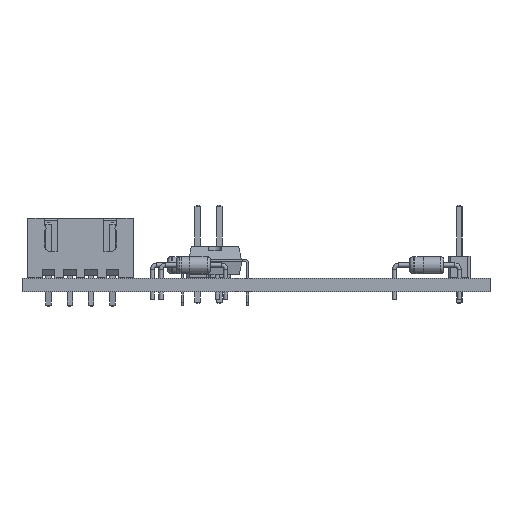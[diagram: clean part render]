
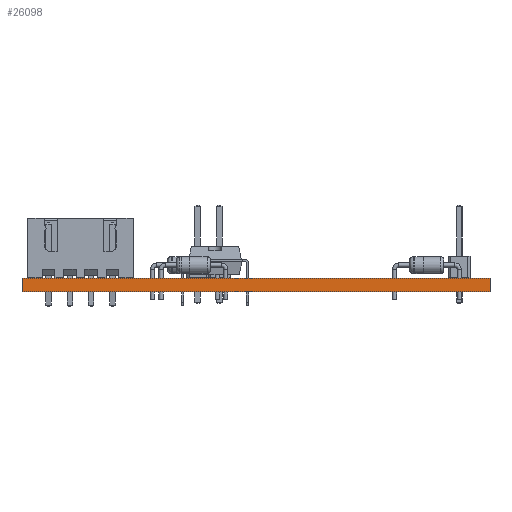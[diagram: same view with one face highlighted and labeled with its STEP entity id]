
A CAD part, front view. The second image highlights one B-rep face of the part: STEP entity #26098.
In plain terms, the highlighted planar face has unit normal (0, -1, 0).
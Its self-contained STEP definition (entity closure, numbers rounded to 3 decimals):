
#26098 = ADVANCED_FACE('',(#26099),#26133,.T.);
#26099 = FACE_BOUND('',#26100,.T.);
#26100 = EDGE_LOOP('',(#26101,#26111,#26119,#26127));
#26101 = ORIENTED_EDGE('',*,*,#26102,.T.);
#26102 = EDGE_CURVE('',#26103,#26105,#26107,.T.);
#26103 = VERTEX_POINT('',#26104);
#26104 = CARTESIAN_POINT('',(55.,-95.,0.));
#26105 = VERTEX_POINT('',#26106);
#26106 = CARTESIAN_POINT('',(55.,-95.,1.6));
#26107 = LINE('',#26108,#26109);
#26108 = CARTESIAN_POINT('',(55.,-95.,0.));
#26109 = VECTOR('',#26110,1.);
#26110 = DIRECTION('',(0.,0.,1.));
#26111 = ORIENTED_EDGE('',*,*,#26112,.T.);
#26112 = EDGE_CURVE('',#26105,#26113,#26115,.T.);
#26113 = VERTEX_POINT('',#26114);
#26114 = CARTESIAN_POINT('',(0.,-95.,1.6));
#26115 = LINE('',#26116,#26117);
#26116 = CARTESIAN_POINT('',(55.,-95.,1.6));
#26117 = VECTOR('',#26118,1.);
#26118 = DIRECTION('',(-1.,0.,0.));
#26119 = ORIENTED_EDGE('',*,*,#26120,.F.);
#26120 = EDGE_CURVE('',#26121,#26113,#26123,.T.);
#26121 = VERTEX_POINT('',#26122);
#26122 = CARTESIAN_POINT('',(0.,-95.,0.));
#26123 = LINE('',#26124,#26125);
#26124 = CARTESIAN_POINT('',(0.,-95.,0.));
#26125 = VECTOR('',#26126,1.);
#26126 = DIRECTION('',(0.,0.,1.));
#26127 = ORIENTED_EDGE('',*,*,#26128,.F.);
#26128 = EDGE_CURVE('',#26103,#26121,#26129,.T.);
#26129 = LINE('',#26130,#26131);
#26130 = CARTESIAN_POINT('',(55.,-95.,0.));
#26131 = VECTOR('',#26132,1.);
#26132 = DIRECTION('',(-1.,0.,0.));
#26133 = PLANE('',#26134);
#26134 = AXIS2_PLACEMENT_3D('',#26135,#26136,#26137);
#26135 = CARTESIAN_POINT('',(55.,-95.,0.));
#26136 = DIRECTION('',(0.,-1.,0.));
#26137 = DIRECTION('',(-1.,0.,0.));
